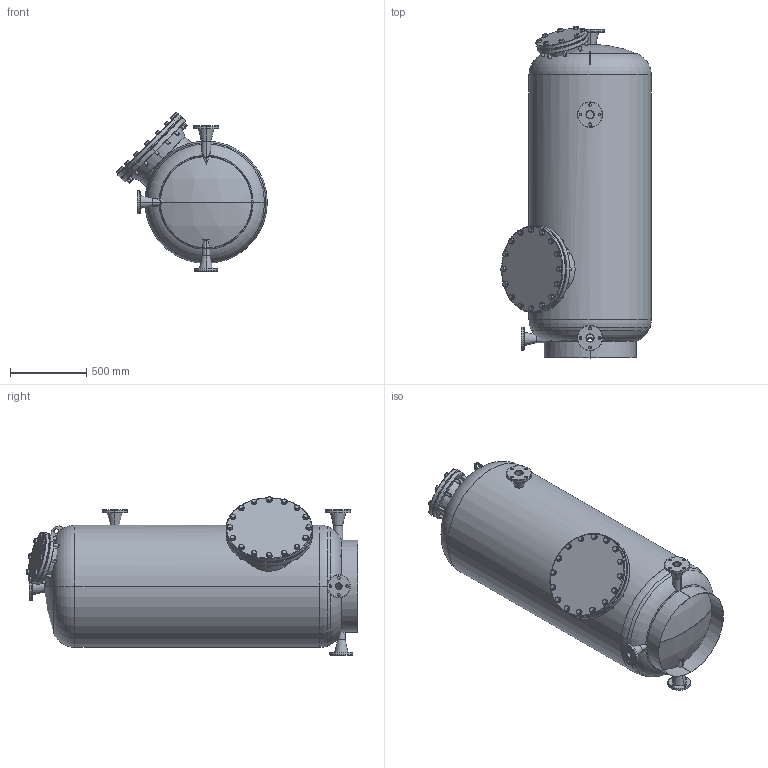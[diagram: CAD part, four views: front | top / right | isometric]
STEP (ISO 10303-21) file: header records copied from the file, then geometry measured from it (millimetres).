
FILE_DESCRIPTION (( 'STEP AP214' ), '1' );
FILE_NAME ('ind_mediterran_80_sb1200.STEP', '2020-12-03T12:06:01', ( '' ), ( '' ), 'SwSTEP 2.0', 'SolidWorks 2019', '' );
FILE_SCHEMA (( 'AUTOMOTIVE_DESIGN' ));
Length unit declared in the file: millimetre
Products named in the file (1): ind_mediterran_80_sb1200
Bounding box: 984.56 x 2169.86 x 1034.56 mm (x, y, z)
Volume: 36826948.4 mm3; surface area: 14434564.5 mm2
Topology: 65 solids, 65 shells, 978 faces, 2203 edges, 1375 vertices
Faces by surface type: cylinder 360, plane 307, cone 232, torus 51, bspline 16, sphere 12
Entity records: 43738 total; most frequent: CARTESIAN_POINT 9888, DIRECTION 4846, ORIENTED_EDGE 4406, EDGE_CURVE 2203, AXIS2_PLACEMENT_3D 2053, VERTEX_POINT 1375, EDGE_LOOP 1230, CIRCLE 1090
